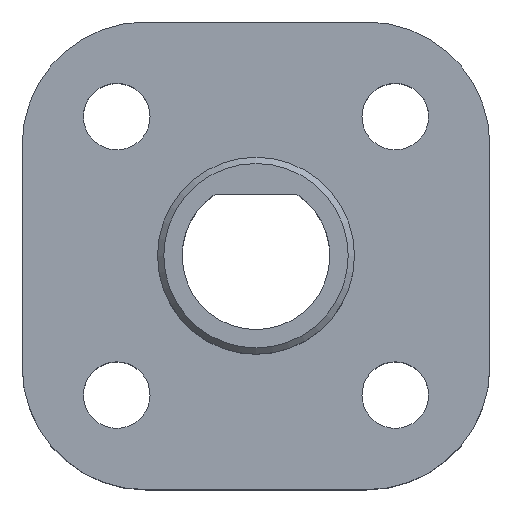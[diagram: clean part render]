
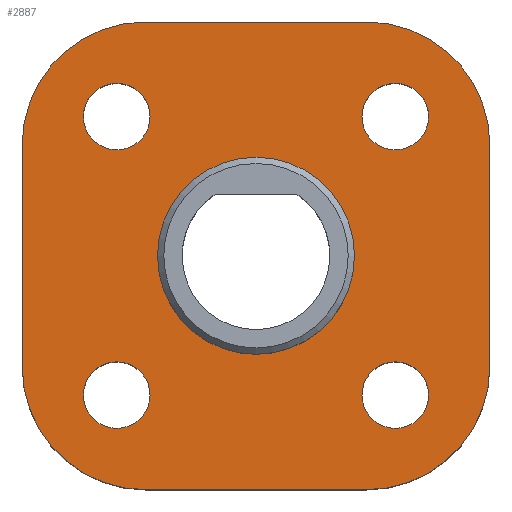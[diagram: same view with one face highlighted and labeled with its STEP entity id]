
A CAD part, top view. The second image highlights one B-rep face of the part: STEP entity #2887.
In plain terms, the highlighted planar face has unit normal (0, 0, 1).
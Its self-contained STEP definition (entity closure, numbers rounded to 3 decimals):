
#6 = AXIS2_PLACEMENT_3D ( 'NONE', #2858, #829, #1742 ) ;
#16 = VECTOR ( 'NONE', #1331, 1000. ) ;
#101 = ORIENTED_EDGE ( 'NONE', *, *, #2357, .T. ) ;
#112 = CARTESIAN_POINT ( 'NONE',  ( -4.5, 4.5, 7. ) ) ;
#114 = ORIENTED_EDGE ( 'NONE', *, *, #1024, .F. ) ;
#118 = EDGE_CURVE ( 'NONE', #1723, #340, #2460, .T. ) ;
#132 = CARTESIAN_POINT ( 'NONE',  ( 9.5, -4.5, 7. ) ) ;
#140 = CARTESIAN_POINT ( 'NONE',  ( -5.657, 5.657, 7. ) ) ;
#158 = VERTEX_POINT ( 'NONE', #1076 ) ;
#219 = CARTESIAN_POINT ( 'NONE',  ( -9.5, -4.5, 7. ) ) ;
#229 = CARTESIAN_POINT ( 'NONE',  ( 4.5, 4.5, 7. ) ) ;
#240 = DIRECTION ( 'NONE',  ( 0., -1., 0. ) ) ;
#247 = ORIENTED_EDGE ( 'NONE', *, *, #872, .T. ) ;
#252 = DIRECTION ( 'NONE',  ( 0., 0., 1. ) ) ;
#262 = VERTEX_POINT ( 'NONE', #2929 ) ;
#312 = VERTEX_POINT ( 'NONE', #457 ) ;
#323 = CARTESIAN_POINT ( 'NONE',  ( -9.5, 4.5, 7. ) ) ;
#338 = CARTESIAN_POINT ( 'NONE',  ( 5.657, 5.657, 7. ) ) ;
#340 = VERTEX_POINT ( 'NONE', #2045 ) ;
#354 = CARTESIAN_POINT ( 'NONE',  ( 0., 0., 7. ) ) ;
#372 = EDGE_CURVE ( 'NONE', #383, #312, #949, .T. ) ;
#383 = VERTEX_POINT ( 'NONE', #732 ) ;
#405 = VERTEX_POINT ( 'NONE', #1310 ) ;
#430 = CARTESIAN_POINT ( 'NONE',  ( 9.5, 9.5, 7. ) ) ;
#457 = CARTESIAN_POINT ( 'NONE',  ( -4.5, 9.5, 7. ) ) ;
#531 = CIRCLE ( 'NONE', #2560, 4. ) ;
#579 = FACE_BOUND ( 'NONE', #2622, .T. ) ;
#592 = EDGE_LOOP ( 'NONE', ( #114 ) ) ;
#620 = EDGE_LOOP ( 'NONE', ( #2246 ) ) ;
#629 = CARTESIAN_POINT ( 'NONE',  ( 4., 0., 7. ) ) ;
#697 = LINE ( 'NONE', #1605, #1468 ) ;
#732 = CARTESIAN_POINT ( 'NONE',  ( 4.5, 9.5, 7. ) ) ;
#745 = DIRECTION ( 'NONE',  ( 1., 0., 0. ) ) ;
#791 = AXIS2_PLACEMENT_3D ( 'NONE', #338, #1249, #2155 ) ;
#799 = FACE_BOUND ( 'NONE', #2529, .T. ) ;
#812 = ORIENTED_EDGE ( 'NONE', *, *, #1026, .F. ) ;
#829 = DIRECTION ( 'NONE',  ( 0., 0., 1. ) ) ;
#856 = CIRCLE ( 'NONE', #2895, 5. ) ;
#858 = ORIENTED_EDGE ( 'NONE', *, *, #372, .T. ) ;
#862 = CARTESIAN_POINT ( 'NONE',  ( 7.009, 5.657, 7. ) ) ;
#872 = EDGE_CURVE ( 'NONE', #340, #383, #856, .T. ) ;
#882 = DIRECTION ( 'NONE',  ( 1., 0., 0. ) ) ;
#949 = LINE ( 'NONE', #1863, #1166 ) ;
#979 = CARTESIAN_POINT ( 'NONE',  ( -4.5, -4.5, 7. ) ) ;
#1024 = EDGE_CURVE ( 'NONE', #1293, #1293, #2420, .T. ) ;
#1026 = EDGE_CURVE ( 'NONE', #158, #158, #1295, .T. ) ;
#1027 = DIRECTION ( 'NONE',  ( 0., 0., 1. ) ) ;
#1032 = CIRCLE ( 'NONE', #1178, 5. ) ;
#1057 = ORIENTED_EDGE ( 'NONE', *, *, #1623, .F. ) ;
#1058 = DIRECTION ( 'NONE',  ( 0., 0., 1. ) ) ;
#1062 = AXIS2_PLACEMENT_3D ( 'NONE', #2019, #2917, #882 ) ;
#1076 = CARTESIAN_POINT ( 'NONE',  ( -4.304, -5.657, 7. ) ) ;
#1089 = AXIS2_PLACEMENT_3D ( 'NONE', #979, #1889, #2786 ) ;
#1104 = VECTOR ( 'NONE', #240, 1000. ) ;
#1146 = DIRECTION ( 'NONE',  ( 0., 0., 1. ) ) ;
#1166 = VECTOR ( 'NONE', #2758, 1000. ) ;
#1170 = DIRECTION ( 'NONE',  ( 1., 0., 0. ) ) ;
#1178 = AXIS2_PLACEMENT_3D ( 'NONE', #112, #1027, #1934 ) ;
#1231 = FACE_BOUND ( 'NONE', #592, .T. ) ;
#1237 = ORIENTED_EDGE ( 'NONE', *, *, #1472, .F. ) ;
#1243 = EDGE_CURVE ( 'NONE', #2173, #1723, #2712, .T. ) ;
#1249 = DIRECTION ( 'NONE',  ( 0., 0., 1. ) ) ;
#1262 = DIRECTION ( 'NONE',  ( 0., 0., 1. ) ) ;
#1293 = VERTEX_POINT ( 'NONE', #2199 ) ;
#1295 = CIRCLE ( 'NONE', #6, 1.353 ) ;
#1310 = CARTESIAN_POINT ( 'NONE',  ( 7.009, -5.657, 7. ) ) ;
#1331 = DIRECTION ( 'NONE',  ( 0., 1., 0. ) ) ;
#1376 = LINE ( 'NONE', #2278, #1104 ) ;
#1468 = VECTOR ( 'NONE', #2503, 1000. ) ;
#1472 = EDGE_CURVE ( 'NONE', #2656, #2656, #531, .T. ) ;
#1478 = ORIENTED_EDGE ( 'NONE', *, *, #1243, .T. ) ;
#1482 = FACE_OUTER_BOUND ( 'NONE', #2652, .T. ) ;
#1605 = CARTESIAN_POINT ( 'NONE',  ( -9.5, -9.5, 7. ) ) ;
#1623 = EDGE_CURVE ( 'NONE', #405, #405, #2142, .T. ) ;
#1634 = AXIS2_PLACEMENT_3D ( 'NONE', #1876, #2772, #745 ) ;
#1697 = CIRCLE ( 'NONE', #1089, 5. ) ;
#1709 = FACE_BOUND ( 'NONE', #620, .T. ) ;
#1723 = VERTEX_POINT ( 'NONE', #132 ) ;
#1742 = DIRECTION ( 'NONE',  ( 1., 0., 0. ) ) ;
#1806 = EDGE_LOOP ( 'NONE', ( #1057 ) ) ;
#1863 = CARTESIAN_POINT ( 'NONE',  ( -9.5, 9.5, 7. ) ) ;
#1876 = CARTESIAN_POINT ( 'NONE',  ( 5.657, -5.657, 7. ) ) ;
#1877 = VERTEX_POINT ( 'NONE', #219 ) ;
#1889 = DIRECTION ( 'NONE',  ( 0., 0., 1. ) ) ;
#1905 = AXIS2_PLACEMENT_3D ( 'NONE', #354, #1262, #2168 ) ;
#1934 = DIRECTION ( 'NONE',  ( 1., 0., 0. ) ) ;
#1935 = CIRCLE ( 'NONE', #791, 1.353 ) ;
#1961 = DIRECTION ( 'NONE',  ( 1., 0., 0. ) ) ;
#1996 = EDGE_CURVE ( 'NONE', #1877, #262, #1697, .T. ) ;
#2019 = CARTESIAN_POINT ( 'NONE',  ( 4.5, -4.5, 7. ) ) ;
#2045 = CARTESIAN_POINT ( 'NONE',  ( 9.5, 4.5, 7. ) ) ;
#2053 = DIRECTION ( 'NONE',  ( 1., 0., 0. ) ) ;
#2055 = VERTEX_POINT ( 'NONE', #323 ) ;
#2107 = EDGE_CURVE ( 'NONE', #2893, #2893, #1935, .T. ) ;
#2142 = CIRCLE ( 'NONE', #1634, 1.353 ) ;
#2146 = EDGE_CURVE ( 'NONE', #312, #2055, #1032, .T. ) ;
#2155 = DIRECTION ( 'NONE',  ( 1., 0., 0. ) ) ;
#2165 = ORIENTED_EDGE ( 'NONE', *, *, #2146, .T. ) ;
#2168 = DIRECTION ( 'NONE',  ( 1., 0., 0. ) ) ;
#2173 = VERTEX_POINT ( 'NONE', #2612 ) ;
#2199 = CARTESIAN_POINT ( 'NONE',  ( -4.304, 5.657, 7. ) ) ;
#2246 = ORIENTED_EDGE ( 'NONE', *, *, #2107, .F. ) ;
#2278 = CARTESIAN_POINT ( 'NONE',  ( -9.5, 9.5, 7. ) ) ;
#2290 = CARTESIAN_POINT ( 'NONE',  ( 0., 0., 7. ) ) ;
#2343 = EDGE_CURVE ( 'NONE', #262, #2173, #697, .T. ) ;
#2357 = EDGE_CURVE ( 'NONE', #2055, #1877, #1376, .T. ) ;
#2387 = PLANE ( 'NONE',  #1905 ) ;
#2414 = ORIENTED_EDGE ( 'NONE', *, *, #2343, .T. ) ;
#2420 = CIRCLE ( 'NONE', #2564, 1.353 ) ;
#2460 = LINE ( 'NONE', #430, #16 ) ;
#2503 = DIRECTION ( 'NONE',  ( 1., 0., 0. ) ) ;
#2529 = EDGE_LOOP ( 'NONE', ( #1237 ) ) ;
#2560 = AXIS2_PLACEMENT_3D ( 'NONE', #2290, #252, #1170 ) ;
#2564 = AXIS2_PLACEMENT_3D ( 'NONE', #140, #1058, #1961 ) ;
#2607 = FACE_BOUND ( 'NONE', #1806, .T. ) ;
#2612 = CARTESIAN_POINT ( 'NONE',  ( 4.5, -9.5, 7. ) ) ;
#2622 = EDGE_LOOP ( 'NONE', ( #812 ) ) ;
#2652 = EDGE_LOOP ( 'NONE', ( #2760, #247, #858, #2165, #101, #2668, #2414, #1478 ) ) ;
#2656 = VERTEX_POINT ( 'NONE', #629 ) ;
#2668 = ORIENTED_EDGE ( 'NONE', *, *, #1996, .T. ) ;
#2712 = CIRCLE ( 'NONE', #1062, 5. ) ;
#2758 = DIRECTION ( 'NONE',  ( -1., 0., 0. ) ) ;
#2760 = ORIENTED_EDGE ( 'NONE', *, *, #118, .T. ) ;
#2772 = DIRECTION ( 'NONE',  ( 0., 0., 1. ) ) ;
#2786 = DIRECTION ( 'NONE',  ( 1., 0., 0. ) ) ;
#2858 = CARTESIAN_POINT ( 'NONE',  ( -5.657, -5.657, 7. ) ) ;
#2887 = ADVANCED_FACE ( 'NONE', ( #799, #1709, #2607, #579, #1231, #1482 ), #2387, .T. ) ;
#2893 = VERTEX_POINT ( 'NONE', #862 ) ;
#2895 = AXIS2_PLACEMENT_3D ( 'NONE', #229, #1146, #2053 ) ;
#2917 = DIRECTION ( 'NONE',  ( 0., 0., 1. ) ) ;
#2929 = CARTESIAN_POINT ( 'NONE',  ( -4.5, -9.5, 7. ) ) ;
